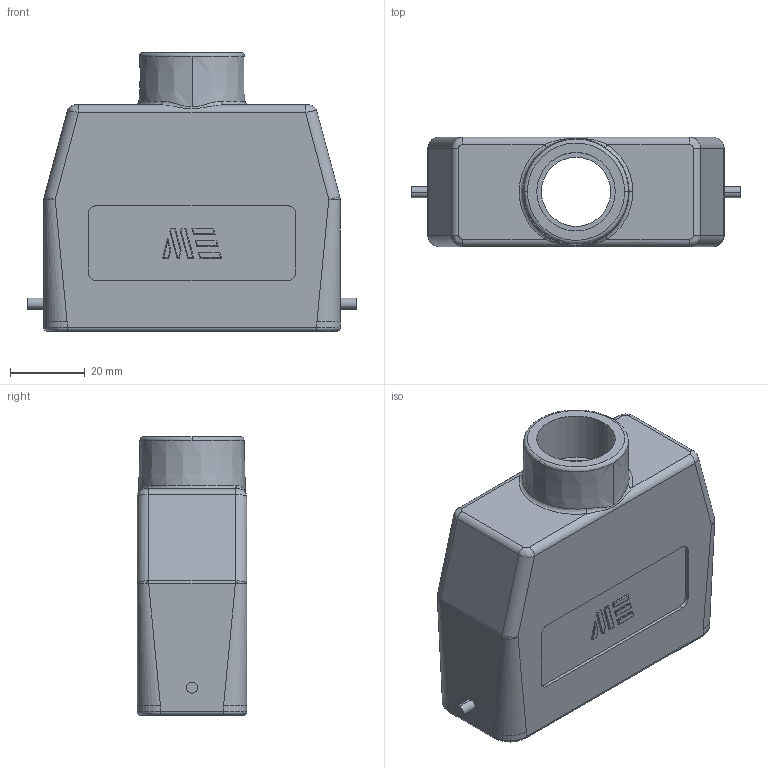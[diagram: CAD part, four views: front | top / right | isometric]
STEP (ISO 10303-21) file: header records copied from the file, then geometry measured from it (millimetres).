
FILE_DESCRIPTION (( 'STEP AP203' ), '1' );
FILE_NAME ('2936423005.step', '2025-02-12T17:57:01', ( '' ), ( '' ), 'SwSTEP 2.0', 'SolidWorks 2024', '' );
FILE_SCHEMA (( 'CONFIG_CONTROL_DESIGN' ));
Length unit declared in the file: inch
Products named in the file (1): 2936423005
Bounding box: 88.3 x 29.3 x 74.6 mm (x, y, z)
Volume: 41206.5 mm3; surface area: 29726.6 mm2
Topology: 1 solids, 1 shells, 253 faces, 597 edges, 364 vertices
Faces by surface type: plane 112, cylinder 96, bspline 35, cone 10
Entity records: 8654 total; most frequent: CARTESIAN_POINT 3132, ORIENTED_EDGE 1186, DIRECTION 1032, EDGE_CURVE 593, VECTOR 374, LINE 374, VERTEX_POINT 364, AXIS2_PLACEMENT_3D 329
